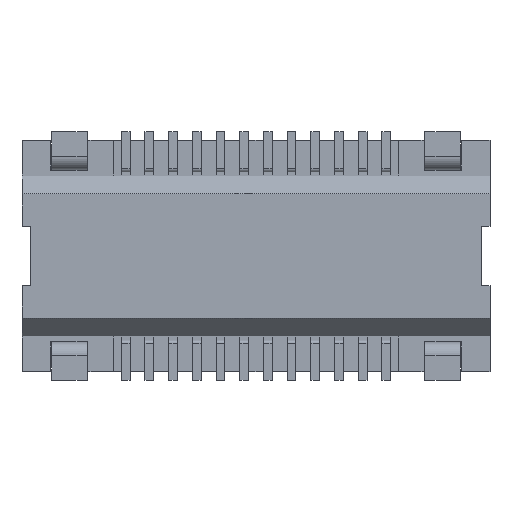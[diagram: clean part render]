
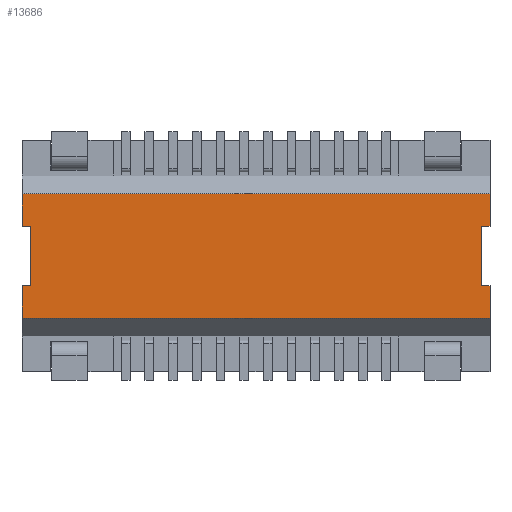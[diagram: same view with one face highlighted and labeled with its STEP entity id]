
A CAD part, front view. The second image highlights one B-rep face of the part: STEP entity #13686.
In plain terms, the highlighted planar face has unit normal (0, -1, 0).
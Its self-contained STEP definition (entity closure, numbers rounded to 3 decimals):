
#21=DIRECTION('',(0.,0.,-1.));
#22=VECTOR('',#21,0.55);
#23=CARTESIAN_POINT('',(-3.95,0.,1.05));
#24=LINE('',#23,#22);
#61=DIRECTION('',(0.,0.,-1.));
#62=VECTOR('',#61,0.55);
#63=CARTESIAN_POINT('',(-3.95,0.,-0.5));
#64=LINE('',#63,#62);
#2049=DIRECTION('',(0.,0.,-1.));
#2050=VECTOR('',#2049,0.55);
#2051=CARTESIAN_POINT('',(3.95,0.,1.05));
#2052=LINE('',#2051,#2050);
#2089=DIRECTION('',(0.,0.,-1.));
#2090=VECTOR('',#2089,0.55);
#2091=CARTESIAN_POINT('',(3.95,0.,-0.5));
#2092=LINE('',#2091,#2090);
#2117=DIRECTION('',(-1.,0.,0.));
#2118=VECTOR('',#2117,0.15);
#2119=CARTESIAN_POINT('',(3.95,0.,-0.5));
#2120=LINE('',#2119,#2118);
#2121=DIRECTION('',(1.,0.,0.));
#2122=VECTOR('',#2121,0.15);
#2123=CARTESIAN_POINT('',(-3.95,0.,-0.5));
#2124=LINE('',#2123,#2122);
#2125=DIRECTION('',(0.,0.,-1.));
#2126=VECTOR('',#2125,1.);
#2127=CARTESIAN_POINT('',(-3.8,0.,0.5));
#2128=LINE('',#2127,#2126);
#2129=DIRECTION('',(1.,0.,0.));
#2130=VECTOR('',#2129,0.15);
#2131=CARTESIAN_POINT('',(-3.95,0.,0.5));
#2132=LINE('',#2131,#2130);
#2133=DIRECTION('',(1.,0.,0.));
#2134=VECTOR('',#2133,7.9);
#2135=CARTESIAN_POINT('',(-3.95,0.,1.05));
#2136=LINE('',#2135,#2134);
#2137=DIRECTION('',(-1.,0.,0.));
#2138=VECTOR('',#2137,0.15);
#2139=CARTESIAN_POINT('',(3.95,0.,0.5));
#2140=LINE('',#2139,#2138);
#2141=DIRECTION('',(0.,0.,1.));
#2142=VECTOR('',#2141,1.);
#2143=CARTESIAN_POINT('',(3.8,0.,-0.5));
#2144=LINE('',#2143,#2142);
#2145=DIRECTION('',(1.,0.,0.));
#2146=VECTOR('',#2145,7.9);
#2147=CARTESIAN_POINT('',(-3.95,0.,-1.05));
#2148=LINE('',#2147,#2146);
#8283=CARTESIAN_POINT('',(-3.95,0.,1.05));
#8284=VERTEX_POINT('',#8283);
#8285=CARTESIAN_POINT('',(-3.95,0.,-1.05));
#8287=VERTEX_POINT('',#8285);
#8299=CARTESIAN_POINT('',(3.95,0.,1.05));
#8300=VERTEX_POINT('',#8299);
#8301=CARTESIAN_POINT('',(3.95,0.,-1.05));
#8303=VERTEX_POINT('',#8301);
#8309=CARTESIAN_POINT('',(-3.95,0.,0.5));
#8311=VERTEX_POINT('',#8309);
#8313=CARTESIAN_POINT('',(-3.95,0.,-0.5));
#8315=VERTEX_POINT('',#8313);
#8317=CARTESIAN_POINT('',(3.95,0.,-0.5));
#8319=VERTEX_POINT('',#8317);
#8321=CARTESIAN_POINT('',(3.95,0.,0.5));
#8323=VERTEX_POINT('',#8321);
#8325=CARTESIAN_POINT('',(3.8,0.,-0.5));
#8326=VERTEX_POINT('',#8325);
#8327=CARTESIAN_POINT('',(3.8,0.,0.5));
#8328=VERTEX_POINT('',#8327);
#8329=CARTESIAN_POINT('',(-3.8,0.,0.5));
#8330=VERTEX_POINT('',#8329);
#8331=CARTESIAN_POINT('',(-3.8,0.,-0.5));
#8332=VERTEX_POINT('',#8331);
#13661=CARTESIAN_POINT('',(-3.95,0.,1.05));
#13662=DIRECTION('',(0.,-1.,0.));
#13663=DIRECTION('',(0.,0.,-1.));
#13664=AXIS2_PLACEMENT_3D('',#13661,#13662,#13663);
#13665=PLANE('',#13664);
#13667=ORIENTED_EDGE('',*,*,#13666,.F.);
#13668=ORIENTED_EDGE('',*,*,#13609,.T.);
#13670=ORIENTED_EDGE('',*,*,#13669,.F.);
#13671=ORIENTED_EDGE('',*,*,#11016,.F.);
#13673=ORIENTED_EDGE('',*,*,#13672,.T.);
#13675=ORIENTED_EDGE('',*,*,#13674,.F.);
#13677=ORIENTED_EDGE('',*,*,#13676,.F.);
#13678=ORIENTED_EDGE('',*,*,#10988,.F.);
#13680=ORIENTED_EDGE('',*,*,#13679,.T.);
#13681=ORIENTED_EDGE('',*,*,#13585,.T.);
#13682=ORIENTED_EDGE('',*,*,#13641,.T.);
#13683=ORIENTED_EDGE('',*,*,#13651,.F.);
#13684=EDGE_LOOP('',(#13667,#13668,#13670,#13671,#13673,#13675,#13677,#13678,
#13680,#13681,#13682,#13683));
#13685=FACE_OUTER_BOUND('',#13684,.F.);
#13686=ADVANCED_FACE('',(#13685),#13665,.T.);
#10988=EDGE_CURVE('',#8284,#8311,#24,.T.);
#11016=EDGE_CURVE('',#8315,#8287,#64,.T.);
#13585=EDGE_CURVE('',#8300,#8323,#2052,.T.);
#13609=EDGE_CURVE('',#8319,#8303,#2092,.T.);
#13641=EDGE_CURVE('',#8323,#8328,#2140,.T.);
#13651=EDGE_CURVE('',#8326,#8328,#2144,.T.);
#13666=EDGE_CURVE('',#8319,#8326,#2120,.T.);
#13669=EDGE_CURVE('',#8287,#8303,#2148,.T.);
#13672=EDGE_CURVE('',#8315,#8332,#2124,.T.);
#13674=EDGE_CURVE('',#8330,#8332,#2128,.T.);
#13676=EDGE_CURVE('',#8311,#8330,#2132,.T.);
#13679=EDGE_CURVE('',#8284,#8300,#2136,.T.);
